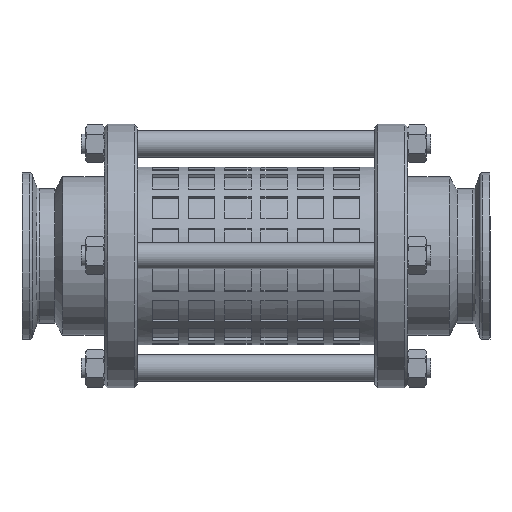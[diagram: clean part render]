
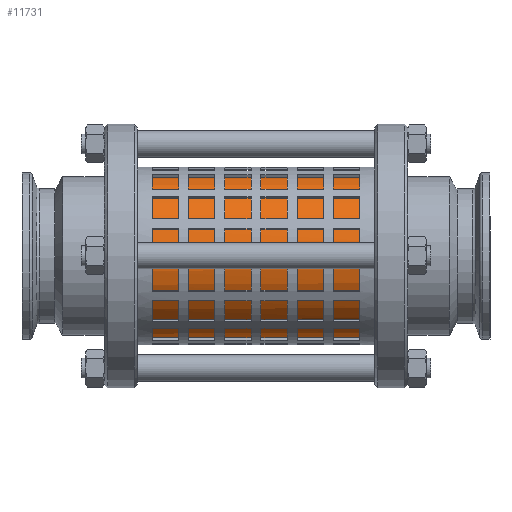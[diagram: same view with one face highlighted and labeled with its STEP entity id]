
A CAD part, top view. The second image highlights one B-rep face of the part: STEP entity #11731.
In plain terms, the highlighted cylindrical face has radius 25 mm (diameter 50 mm), a full revolution.
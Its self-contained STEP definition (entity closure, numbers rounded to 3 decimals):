
#2608=FACE_BOUND('',#4143,.T.);
#3236=FACE_OUTER_BOUND('',#4142,.T.);
#4142=EDGE_LOOP('',(#10400));
#4143=EDGE_LOOP('',(#10401));
#4754=CIRCLE('',#12928,25.);
#4755=CIRCLE('',#12930,25.);
#5788=VERTEX_POINT('',#19693);
#5789=VERTEX_POINT('',#19696);
#7334=EDGE_CURVE('',#5788,#5788,#4754,.T.);
#7335=EDGE_CURVE('',#5789,#5789,#4755,.T.);
#10400=ORIENTED_EDGE('',*,*,#7335,.T.);
#10401=ORIENTED_EDGE('',*,*,#7334,.T.);
#10487=CYLINDRICAL_SURFACE('',#12935,25.);
#11731=ADVANCED_FACE('',(#3236,#2608),#10487,.T.);
#12928=AXIS2_PLACEMENT_3D('',#19694,#16071,#16072);
#12930=AXIS2_PLACEMENT_3D('',#19697,#16075,#16076);
#12935=AXIS2_PLACEMENT_3D('',#19704,#16085,#16086);
#16071=DIRECTION('center_axis',(1.,0.,0.));
#16072=DIRECTION('ref_axis',(0.,1.,0.));
#16075=DIRECTION('center_axis',(-1.,0.,0.));
#16076=DIRECTION('ref_axis',(0.,1.,0.));
#16085=DIRECTION('center_axis',(1.,0.,0.));
#16086=DIRECTION('ref_axis',(0.,1.,0.));
#19693=CARTESIAN_POINT('',(-76.25,24.999,0.243));
#19694=CARTESIAN_POINT('Origin',(-76.25,0.,0.));
#19696=CARTESIAN_POINT('',(-3.25,-24.991,0.663));
#19697=CARTESIAN_POINT('Origin',(-3.25,0.,0.));
#19704=CARTESIAN_POINT('Origin',(-40.,0.,0.));
